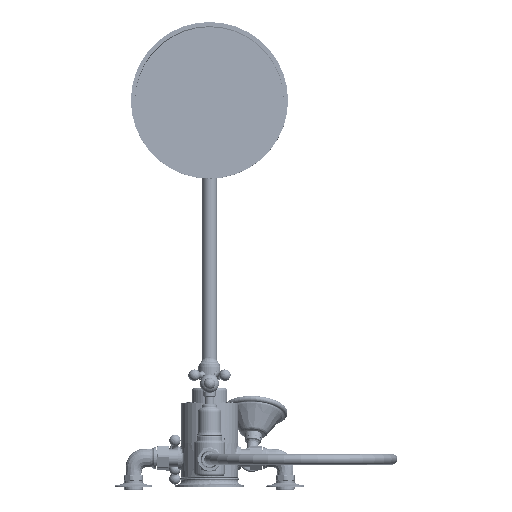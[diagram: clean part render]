
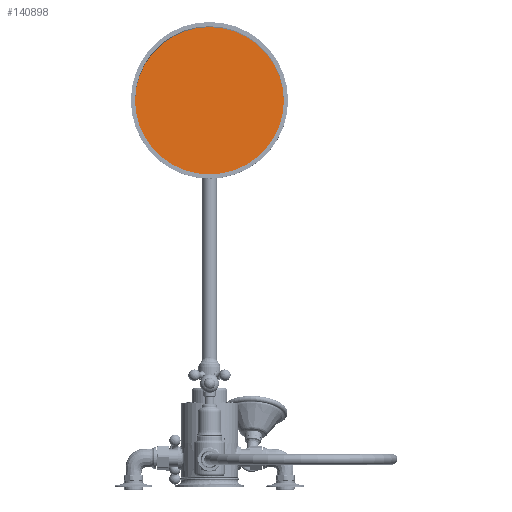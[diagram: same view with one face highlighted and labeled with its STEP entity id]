
A CAD part, front view. The second image highlights one B-rep face of the part: STEP entity #140898.
In plain terms, the highlighted face is planar.
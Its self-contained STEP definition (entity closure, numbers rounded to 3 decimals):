
#15166 = DIRECTION ( 'NONE',  ( 0., 0., -1. ) ) ;
#15786 = DIRECTION ( 'NONE',  ( 0., -1., 0. ) ) ;
#16641 = EDGE_CURVE ( 'NONE', #117178, #59434, #32224, .T. ) ;
#19728 = CARTESIAN_POINT ( 'NONE',  ( 0., 14., 98. ) ) ;
#32224 = CIRCLE ( 'NONE', #49589, 98. ) ;
#40245 = ORIENTED_EDGE ( 'NONE', *, *, #16641, .T. ) ;
#42757 = CIRCLE ( 'NONE', #131546, 98. ) ;
#49589 = AXIS2_PLACEMENT_3D ( 'NONE', #96266, #15786, #74560 ) ;
#52989 = DIRECTION ( 'NONE',  ( 0., -1., 0. ) ) ;
#53113 = CARTESIAN_POINT ( 'NONE',  ( 0., 14., -98. ) ) ;
#59434 = VERTEX_POINT ( 'NONE', #19728 ) ;
#65766 = EDGE_LOOP ( 'NONE', ( #40245, #67795 ) ) ;
#67775 = DIRECTION ( 'NONE',  ( 0., -1., 0. ) ) ;
#67795 = ORIENTED_EDGE ( 'NONE', *, *, #101552, .T. ) ;
#74560 = DIRECTION ( 'NONE',  ( 0., 0., -1. ) ) ;
#79412 = PLANE ( 'NONE',  #108088 ) ;
#96266 = CARTESIAN_POINT ( 'NONE',  ( 0., 14., 0. ) ) ;
#101552 = EDGE_CURVE ( 'NONE', #59434, #117178, #42757, .T. ) ;
#108088 = AXIS2_PLACEMENT_3D ( 'NONE', #126461, #67775, #119464 ) ;
#117178 = VERTEX_POINT ( 'NONE', #53113 ) ;
#119464 = DIRECTION ( 'NONE',  ( 0., 0., -1. ) ) ;
#126461 = CARTESIAN_POINT ( 'NONE',  ( 0., 14., 0. ) ) ;
#131546 = AXIS2_PLACEMENT_3D ( 'NONE', #146443, #52989, #15166 ) ;
#138062 = FACE_OUTER_BOUND ( 'NONE', #65766, .T. ) ;
#140898 = ADVANCED_FACE ( 'NONE', ( #138062 ), #79412, .T. ) ;
#146443 = CARTESIAN_POINT ( 'NONE',  ( 0., 14., 0. ) ) ;
